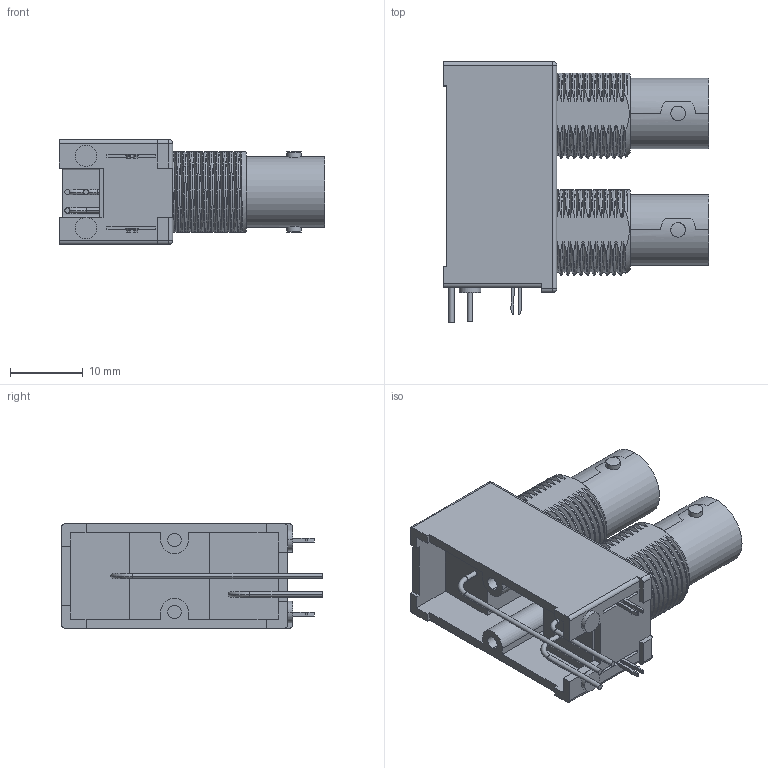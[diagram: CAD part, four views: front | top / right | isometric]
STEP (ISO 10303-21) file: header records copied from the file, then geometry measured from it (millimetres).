
FILE_DESCRIPTION((''),'2;1');
FILE_NAME('112707_','2020-06-01T12:00:52',('Krishnaprasath'),(''),'CREO PARAMETRIC BY PTC INC, 2019444','CREO PARAMETRIC BY PTC INC, 2019444','');
FILE_SCHEMA(('CONFIG_CONTROL_DESIGN'));
Length unit declared in the file: millimetre
Products named in the file (1): 112707_
Bounding box: 36.51 x 35.8 x 14.4 mm (x, y, z)
Volume: 6722.8 mm3; surface area: 5876.4 mm2
Topology: 1 solids, 1 shells, 542 faces, 1517 edges, 1002 vertices
Faces by surface type: bspline 214, plane 167, cylinder 131, cone 20, torus 6, sphere 4
Entity records: 30031 total; most frequent: CARTESIAN_POINT 17699, ORIENTED_EDGE 3034, DIRECTION 1757, EDGE_CURVE 1517, VERTEX_POINT 1002, VECTOR 725, LINE 725, B_SPLINE_CURVE_WITH_KNOTS 604
